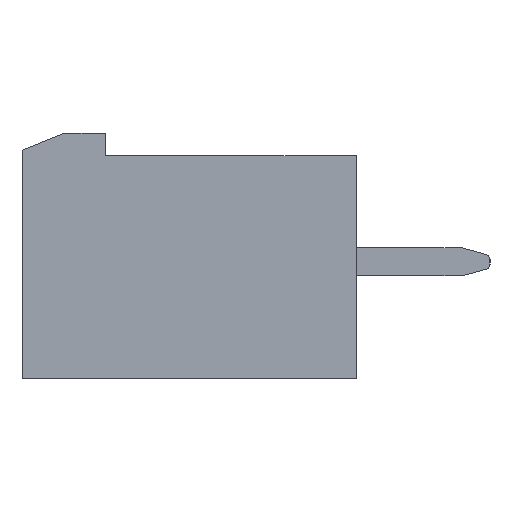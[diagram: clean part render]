
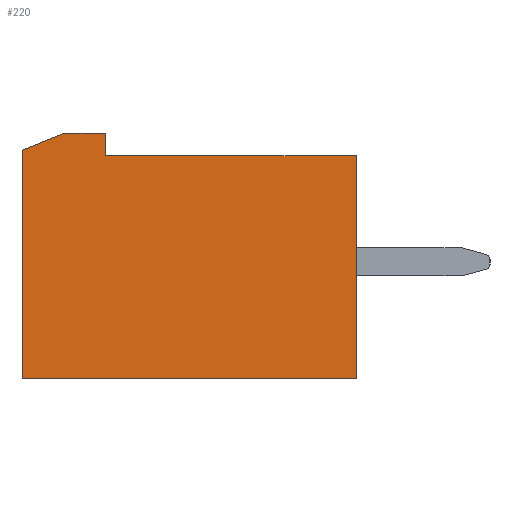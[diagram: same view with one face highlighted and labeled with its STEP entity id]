
A CAD part, left-side view. The second image highlights one B-rep face of the part: STEP entity #220.
In plain terms, the highlighted planar face has unit normal (-1, 0, 0).
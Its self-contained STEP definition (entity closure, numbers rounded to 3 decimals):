
#220 = ADVANCED_FACE ( 'NONE', ( #3481 ), #6942, .T. ) ;
#1142 = DIRECTION ( 'NONE',  ( 0., 0., -1. ) ) ;
#1205 = CARTESIAN_POINT ( 'NONE',  ( -0.705, 12., 0.2 ) ) ;
#1214 = VECTOR ( 'NONE', #9447, 1000. ) ;
#1220 = CARTESIAN_POINT ( 'NONE',  ( -0.705, 9.01, 0.8 ) ) ;
#1250 = LINE ( 'NONE', #9414, #1214 ) ;
#1380 = CARTESIAN_POINT ( 'NONE',  ( -0.705, 12., 0.2 ) ) ;
#1613 = AXIS2_PLACEMENT_3D ( 'NONE', #6377, #6752, #6788 ) ;
#1699 = LINE ( 'NONE', #8352, #8584 ) ;
#1865 = LINE ( 'NONE', #5560, #6686 ) ;
#2097 = EDGE_LOOP ( 'NONE', ( #10388, #11152, #10678, #10687, #10696, #10559, #10595 ) ) ;
#2752 = CARTESIAN_POINT ( 'NONE',  ( -0.705, 0., 0. ) ) ;
#3154 = EDGE_CURVE ( 'NONE', #6927, #10537, #1250, .T. ) ;
#3481 = FACE_OUTER_BOUND ( 'NONE', #2097, .T. ) ;
#3652 = EDGE_CURVE ( 'NONE', #8907, #9874, #10411, .T. ) ;
#4117 = LINE ( 'NONE', #1205, #7466 ) ;
#4159 = CARTESIAN_POINT ( 'NONE',  ( -0.705, 9.01, 0. ) ) ;
#4441 = VERTEX_POINT ( 'NONE', #5471 ) ;
#4908 = DIRECTION ( 'NONE',  ( 0., 1., 0. ) ) ;
#4932 = CARTESIAN_POINT ( 'NONE',  ( -0.705, 0., 0. ) ) ;
#5471 = CARTESIAN_POINT ( 'NONE',  ( -0.705, 12., -8. ) ) ;
#5516 = VERTEX_POINT ( 'NONE', #9493 ) ;
#5560 = CARTESIAN_POINT ( 'NONE',  ( -0.705, 12., -8. ) ) ;
#5601 = EDGE_CURVE ( 'NONE', #5516, #8907, #1699, .T. ) ;
#5762 = EDGE_CURVE ( 'NONE', #4441, #5516, #1865, .T. ) ;
#5918 = DIRECTION ( 'NONE',  ( 0., -1., 0. ) ) ;
#6316 = VECTOR ( 'NONE', #11328, 1000. ) ;
#6377 = CARTESIAN_POINT ( 'NONE',  ( -0.705, 0., 0. ) ) ;
#6482 = VERTEX_POINT ( 'NONE', #1220 ) ;
#6504 = EDGE_CURVE ( 'NONE', #10537, #4441, #4117, .T. ) ;
#6605 = LINE ( 'NONE', #10563, #6316 ) ;
#6686 = VECTOR ( 'NONE', #5918, 1000. ) ;
#6752 = DIRECTION ( 'NONE',  ( -1., 0., 0. ) ) ;
#6788 = DIRECTION ( 'NONE',  ( 0., 0., 1. ) ) ;
#6927 = VERTEX_POINT ( 'NONE', #7345 ) ;
#6942 = PLANE ( 'NONE',  #1613 ) ;
#7345 = CARTESIAN_POINT ( 'NONE',  ( -0.705, 10.5, 0.8 ) ) ;
#7365 = CARTESIAN_POINT ( 'NONE',  ( -0.705, 9.01, 0. ) ) ;
#7426 = EDGE_CURVE ( 'NONE', #9874, #6482, #10765, .T. ) ;
#7466 = VECTOR ( 'NONE', #1142, 1000. ) ;
#8292 = DIRECTION ( 'NONE',  ( 0., 0., 1. ) ) ;
#8352 = CARTESIAN_POINT ( 'NONE',  ( -0.705, 0., -8. ) ) ;
#8394 = VECTOR ( 'NONE', #4908, 1000. ) ;
#8584 = VECTOR ( 'NONE', #8292, 1000. ) ;
#8884 = EDGE_CURVE ( 'NONE', #6482, #6927, #6605, .T. ) ;
#8907 = VERTEX_POINT ( 'NONE', #2752 ) ;
#9052 = VECTOR ( 'NONE', #10225, 1000. ) ;
#9414 = CARTESIAN_POINT ( 'NONE',  ( -0.705, 10.5, 0.8 ) ) ;
#9447 = DIRECTION ( 'NONE',  ( 0., 0.928, -0.371 ) ) ;
#9493 = CARTESIAN_POINT ( 'NONE',  ( -0.705, 0., -8. ) ) ;
#9874 = VERTEX_POINT ( 'NONE', #7365 ) ;
#10225 = DIRECTION ( 'NONE',  ( 0., 0., 1. ) ) ;
#10388 = ORIENTED_EDGE ( 'NONE', *, *, #5762, .T. ) ;
#10411 = LINE ( 'NONE', #4932, #8394 ) ;
#10537 = VERTEX_POINT ( 'NONE', #1380 ) ;
#10559 = ORIENTED_EDGE ( 'NONE', *, *, #3154, .T. ) ;
#10563 = CARTESIAN_POINT ( 'NONE',  ( -0.705, 9.01, 0.8 ) ) ;
#10595 = ORIENTED_EDGE ( 'NONE', *, *, #6504, .T. ) ;
#10678 = ORIENTED_EDGE ( 'NONE', *, *, #3652, .T. ) ;
#10687 = ORIENTED_EDGE ( 'NONE', *, *, #7426, .T. ) ;
#10696 = ORIENTED_EDGE ( 'NONE', *, *, #8884, .T. ) ;
#10765 = LINE ( 'NONE', #4159, #9052 ) ;
#11152 = ORIENTED_EDGE ( 'NONE', *, *, #5601, .T. ) ;
#11328 = DIRECTION ( 'NONE',  ( 0., 1., 0. ) ) ;
